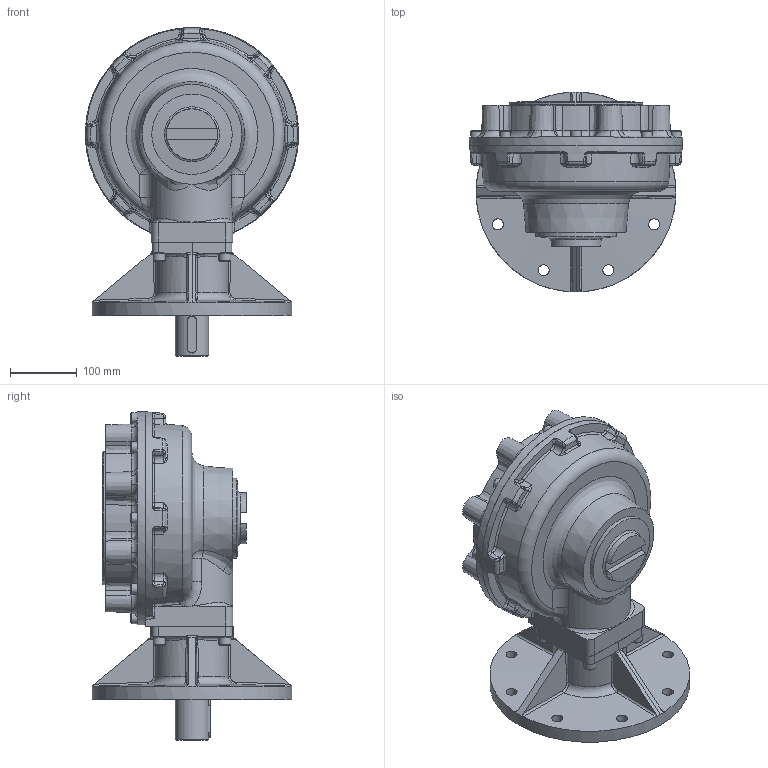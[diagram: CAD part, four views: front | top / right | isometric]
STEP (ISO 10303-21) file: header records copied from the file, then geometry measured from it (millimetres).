
FILE_DESCRIPTION(/* description */ ('Unknown'),/* implementation_level */ '2;1');
FILE_NAME(/* name */ 'PUBIB8-F25-F25_simplified',/* time_stamp */ '2015-12-10T08:43:40+00:00',/* author */ ('Unknown'),/* organization */ ('Unknown'),/* preprocessor_version */ 'ST-DEVELOPER v16',/* originating_system */ 'DEX',/* authorisation */ $);
FILE_SCHEMA (('AUTOMOTIVE_DESIGN {1 0 10303 214 3 1 1}'));
Length unit declared in the file: millimetre
Products named in the file (1): PUBIB8-F25-F25_simplified
Bounding box: 320 x 300 x 493.23 mm (x, y, z)
Surface area: 631098.5 mm2 (no closed solid volume)
Topology: 0 solids, 22 shells, 608 faces, 1589 edges, 974 vertices
Faces by surface type: plane 174, bspline 129, torus 110, cylinder 97, cone 80, sphere 18
Full cylindrical faces by diameter (mm): 8.376 x1, 13.835 x8, 16 x8, 16.5 x8, 18 x4, 50 x1, 90.15 x1, 120.65 x1, 199.95 x1, 200 x1, 219.95 x1, 300 x1, 320 x1
Entity records: 30611 total; most frequent: CARTESIAN_POINT 13469, ORIENTED_EDGE 2761, DIRECTION 2738, EDGE_CURVE 1441, AXIS2_PLACEMENT_3D 1153, VERTEX_POINT 940, FACE_BOUND 753, EDGE_LOOP 744
